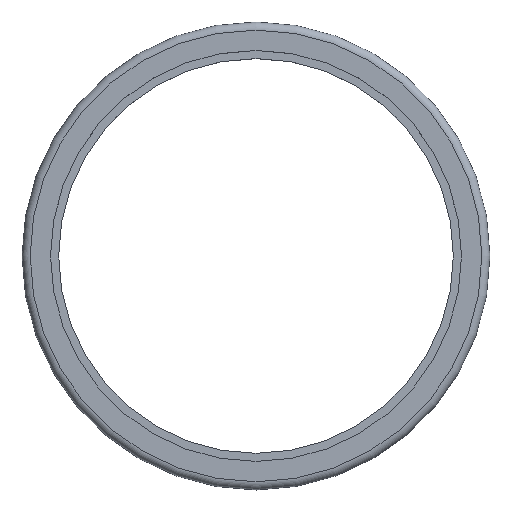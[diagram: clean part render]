
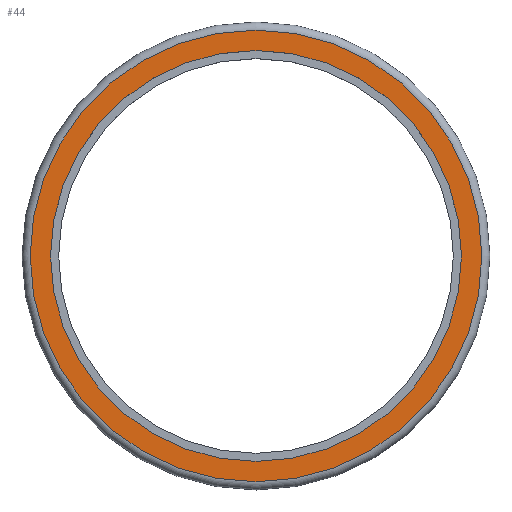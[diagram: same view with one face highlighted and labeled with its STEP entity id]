
A CAD part, top view. The second image highlights one B-rep face of the part: STEP entity #44.
In plain terms, the highlighted planar face has unit normal (0, 0, 1).
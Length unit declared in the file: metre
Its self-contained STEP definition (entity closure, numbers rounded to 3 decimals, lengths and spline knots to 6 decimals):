
#44 = ADVANCED_FACE( '', ( #91, #92 ), #93, .F. );
#91 = FACE_OUTER_BOUND( '', #138, .T. );
#92 = FACE_BOUND( '', #139, .T. );
#93 = PLANE( '', #140 );
#138 = EDGE_LOOP( '', ( #189 ) );
#139 = EDGE_LOOP( '', ( #190 ) );
#140 = AXIS2_PLACEMENT_3D( '', #191, #192, #193 );
#189 = ORIENTED_EDGE( '', *, *, #230, .F. );
#190 = ORIENTED_EDGE( '', *, *, #231, .T. );
#191 = CARTESIAN_POINT( '', ( 0., -0.03875, 0.016 ) );
#192 = DIRECTION( '', ( 0., 0., -1. ) );
#193 = DIRECTION( '', ( -1., 0., 0. ) );
#230 = EDGE_CURVE( '', #256, #256, #257, .T. );
#231 = EDGE_CURVE( '', #258, #258, #259, .T. );
#256 = VERTEX_POINT( '', #286 );
#257 = CIRCLE( '', #287, 0.0555 );
#258 = VERTEX_POINT( '', #288 );
#259 = CIRCLE( '', #289, 0.0505 );
#286 = CARTESIAN_POINT( '', ( -0.0555, 0., 0.016 ) );
#287 = AXIS2_PLACEMENT_3D( '', #316, #317, #318 );
#288 = CARTESIAN_POINT( '', ( -0.0505, 0., 0.016 ) );
#289 = AXIS2_PLACEMENT_3D( '', #319, #320, #321 );
#316 = CARTESIAN_POINT( '', ( 0., 0., 0.016 ) );
#317 = DIRECTION( '', ( 0., 0., -1. ) );
#318 = DIRECTION( '', ( -1., 0., 0. ) );
#319 = CARTESIAN_POINT( '', ( 0., 0., 0.016 ) );
#320 = DIRECTION( '', ( 0., 0., -1. ) );
#321 = DIRECTION( '', ( -1., 0., 0. ) );
